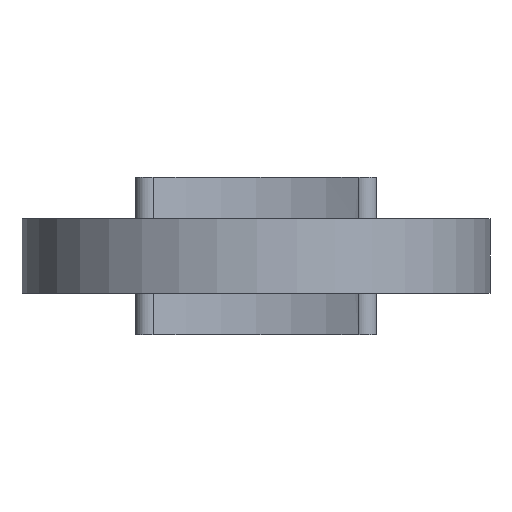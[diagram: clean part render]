
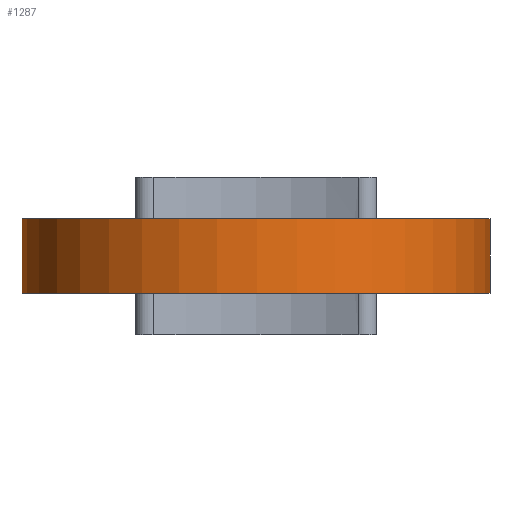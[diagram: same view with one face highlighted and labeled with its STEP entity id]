
A CAD part, front view. The second image highlights one B-rep face of the part: STEP entity #1287.
In plain terms, the highlighted cylindrical face has radius 28.2 mm (diameter 56.4 mm), a partial arc.
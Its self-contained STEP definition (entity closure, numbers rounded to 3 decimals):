
#59=CYLINDRICAL_SURFACE('',#1437,28.2);
#122=CIRCLE('',#1365,28.2);
#154=CIRCLE('',#1438,28.2);
#220=FACE_OUTER_BOUND('',#310,.T.);
#310=EDGE_LOOP('',(#1166,#1167,#1168,#1169));
#393=LINE('',#2276,#493);
#411=LINE('',#2322,#511);
#493=VECTOR('',#1771,9.);
#511=VECTOR('',#1831,9.);
#585=VERTEX_POINT('',#2041);
#586=VERTEX_POINT('',#2043);
#629=VERTEX_POINT('',#2273);
#636=VERTEX_POINT('',#2320);
#734=EDGE_CURVE('',#586,#585,#122,.T.);
#794=EDGE_CURVE('',#629,#586,#393,.T.);
#816=EDGE_CURVE('',#585,#636,#411,.T.);
#817=EDGE_CURVE('',#636,#629,#154,.T.);
#1166=ORIENTED_EDGE('',*,*,#817,.T.);
#1167=ORIENTED_EDGE('',*,*,#794,.T.);
#1168=ORIENTED_EDGE('',*,*,#734,.T.);
#1169=ORIENTED_EDGE('',*,*,#816,.T.);
#1287=ADVANCED_FACE('',(#220),#59,.T.);
#1365=AXIS2_PLACEMENT_3D('',#2044,#1645,#1646);
#1437=AXIS2_PLACEMENT_3D('',#2323,#1832,#1833);
#1438=AXIS2_PLACEMENT_3D('',#2324,#1834,#1835);
#1645=DIRECTION('center_axis',(0.,0.,1.));
#1646=DIRECTION('ref_axis',(-0.688,0.725,0.));
#1771=DIRECTION('',(0.,0.,-1.));
#1831=DIRECTION('',(0.,0.,1.));
#1832=DIRECTION('center_axis',(0.,0.,1.));
#1833=DIRECTION('ref_axis',(-0.688,0.725,0.));
#1834=DIRECTION('center_axis',(0.,0.,-1.));
#1835=DIRECTION('ref_axis',(-0.688,0.725,0.));
#2041=CARTESIAN_POINT('',(27.926,32.125,-4.5));
#2043=CARTESIAN_POINT('',(-19.412,48.656,-4.5));
#2044=CARTESIAN_POINT('Origin',(0.,28.2,
-4.5));
#2273=CARTESIAN_POINT('',(-19.412,48.656,4.5));
#2276=CARTESIAN_POINT('',(-19.412,48.656,0.));
#2320=CARTESIAN_POINT('',(27.926,32.125,4.5));
#2322=CARTESIAN_POINT('',(27.926,32.125,0.));
#2323=CARTESIAN_POINT('Origin',(0.,28.2,
0.));
#2324=CARTESIAN_POINT('Origin',(0.,28.2,
4.5));
